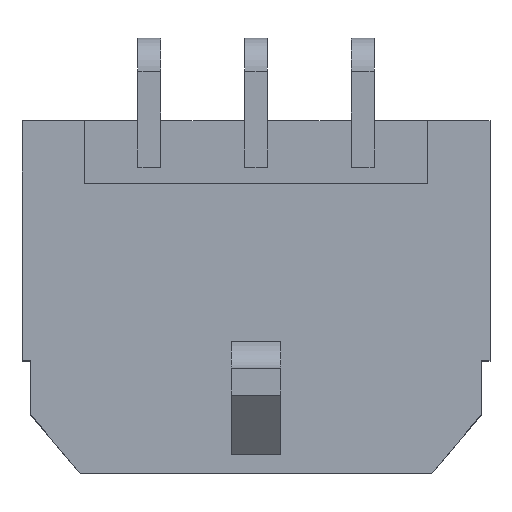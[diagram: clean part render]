
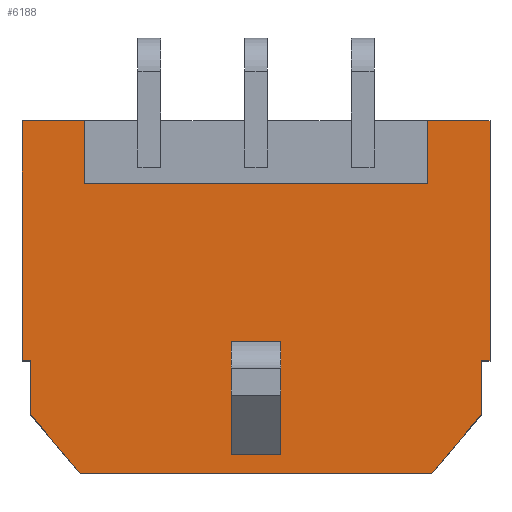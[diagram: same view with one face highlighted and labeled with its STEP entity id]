
A CAD part, top view. The second image highlights one B-rep face of the part: STEP entity #6188.
In plain terms, the highlighted planar face has unit normal (0, 0, 1).
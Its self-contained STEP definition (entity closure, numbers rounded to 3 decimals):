
#24=FACE_BOUND('',#838,.T.);
#158=PLANE('',#6571);
#496=FACE_OUTER_BOUND('',#837,.T.);
#837=EDGE_LOOP('',(#4967,#4968,#4969,#4970,#4971,#4972,#4973,#4974,#4975,
#4976,#4977,#4978,#4979,#4980));
#838=EDGE_LOOP('',(#4981,#4982,#4983,#4984));
#1203=LINE('',#8684,#2038);
#1214=LINE('',#8706,#2049);
#1241=LINE('',#8762,#2076);
#1253=LINE('',#8786,#2088);
#1348=LINE('',#8971,#2183);
#1491=LINE('',#9303,#2326);
#1502=LINE('',#9324,#2337);
#1521=LINE('',#9358,#2356);
#1524=LINE('',#9365,#2359);
#1525=LINE('',#9367,#2360);
#1526=LINE('',#9369,#2361);
#1527=LINE('',#9370,#2362);
#1528=LINE('',#9372,#2363);
#1529=LINE('',#9373,#2364);
#1530=LINE('',#9376,#2365);
#1531=LINE('',#9378,#2366);
#1532=LINE('',#9380,#2367);
#1533=LINE('',#9381,#2368);
#2038=VECTOR('',#7022,1.52);
#2049=VECTOR('',#7039,0.25);
#2076=VECTOR('',#7082,0.25);
#2088=VECTOR('',#7100,1.52);
#2183=VECTOR('',#7245,6.74);
#2326=VECTOR('',#7520,1.75);
#2337=VECTOR('',#7541,1.75);
#2356=VECTOR('',#7572,6.74);
#2359=VECTOR('',#7581,1.75);
#2360=VECTOR('',#7582,2.154);
#2361=VECTOR('',#7583,9.881);
#2362=VECTOR('',#7584,2.154);
#2363=VECTOR('',#7585,1.75);
#2364=VECTOR('',#7586,9.65);
#2365=VECTOR('',#7587,3.16);
#2366=VECTOR('',#7588,1.4);
#2367=VECTOR('',#7589,3.16);
#2368=VECTOR('',#7590,1.4);
#2885=VERTEX_POINT('',#8681);
#2886=VERTEX_POINT('',#8683);
#2894=VERTEX_POINT('',#8705);
#2914=VERTEX_POINT('',#8759);
#2915=VERTEX_POINT('',#8761);
#2924=VERTEX_POINT('',#8785);
#2989=VERTEX_POINT('',#8970);
#3099=VERTEX_POINT('',#9300);
#3100=VERTEX_POINT('',#9302);
#3105=VERTEX_POINT('',#9323);
#3115=VERTEX_POINT('',#9364);
#3116=VERTEX_POINT('',#9366);
#3117=VERTEX_POINT('',#9368);
#3118=VERTEX_POINT('',#9371);
#3119=VERTEX_POINT('',#9374);
#3120=VERTEX_POINT('',#9375);
#3121=VERTEX_POINT('',#9377);
#3122=VERTEX_POINT('',#9379);
#3466=EDGE_CURVE('',#2886,#2885,#1203,.T.);
#3477=EDGE_CURVE('',#2894,#2886,#1214,.T.);
#3504=EDGE_CURVE('',#2915,#2914,#1241,.T.);
#3516=EDGE_CURVE('',#2915,#2924,#1253,.T.);
#3611=EDGE_CURVE('',#2989,#2894,#1348,.T.);
#3776=EDGE_CURVE('',#3100,#3099,#1491,.T.);
#3787=EDGE_CURVE('',#3105,#2989,#1502,.T.);
#3806=EDGE_CURVE('',#2914,#3100,#1521,.T.);
#3809=EDGE_CURVE('',#3105,#3115,#1524,.T.);
#3810=EDGE_CURVE('',#3116,#2885,#1525,.T.);
#3811=EDGE_CURVE('',#3116,#3117,#1526,.T.);
#3812=EDGE_CURVE('',#2924,#3117,#1527,.T.);
#3813=EDGE_CURVE('',#3099,#3118,#1528,.T.);
#3814=EDGE_CURVE('',#3115,#3118,#1529,.T.);
#3815=EDGE_CURVE('',#3119,#3120,#1530,.T.);
#3816=EDGE_CURVE('',#3120,#3121,#1531,.T.);
#3817=EDGE_CURVE('',#3122,#3121,#1532,.T.);
#3818=EDGE_CURVE('',#3119,#3122,#1533,.T.);
#4967=ORIENTED_EDGE('',*,*,#3809,.F.);
#4968=ORIENTED_EDGE('',*,*,#3787,.T.);
#4969=ORIENTED_EDGE('',*,*,#3611,.T.);
#4970=ORIENTED_EDGE('',*,*,#3477,.T.);
#4971=ORIENTED_EDGE('',*,*,#3466,.T.);
#4972=ORIENTED_EDGE('',*,*,#3810,.F.);
#4973=ORIENTED_EDGE('',*,*,#3811,.T.);
#4974=ORIENTED_EDGE('',*,*,#3812,.F.);
#4975=ORIENTED_EDGE('',*,*,#3516,.F.);
#4976=ORIENTED_EDGE('',*,*,#3504,.T.);
#4977=ORIENTED_EDGE('',*,*,#3806,.T.);
#4978=ORIENTED_EDGE('',*,*,#3776,.T.);
#4979=ORIENTED_EDGE('',*,*,#3813,.T.);
#4980=ORIENTED_EDGE('',*,*,#3814,.F.);
#4981=ORIENTED_EDGE('',*,*,#3815,.T.);
#4982=ORIENTED_EDGE('',*,*,#3816,.T.);
#4983=ORIENTED_EDGE('',*,*,#3817,.F.);
#4984=ORIENTED_EDGE('',*,*,#3818,.F.);
#6188=ADVANCED_FACE('',(#496,#24),#158,.T.);
#6571=AXIS2_PLACEMENT_3D('',#9363,#7579,#7580);
#7022=DIRECTION('',(0.,-1.,0.));
#7039=DIRECTION('',(1.,0.,0.));
#7082=DIRECTION('',(1.,0.,0.));
#7100=DIRECTION('',(0.,-1.,0.));
#7245=DIRECTION('',(0.,-1.,0.));
#7520=DIRECTION('',(-1.,0.,0.));
#7541=DIRECTION('',(-1.,0.,0.));
#7572=DIRECTION('',(0.,1.,0.));
#7579=DIRECTION('center_axis',(0.,0.,1.));
#7580=DIRECTION('ref_axis',(0.,-1.,0.));
#7581=DIRECTION('',(0.,-1.,0.));
#7582=DIRECTION('',(-0.643,0.766,0.));
#7583=DIRECTION('',(1.,0.,0.));
#7584=DIRECTION('',(-0.643,-0.766,0.));
#7585=DIRECTION('',(0.,-1.,0.));
#7586=DIRECTION('',(1.,0.,0.));
#7587=DIRECTION('',(0.,1.,0.));
#7588=DIRECTION('',(1.,0.,0.));
#7589=DIRECTION('',(0.,1.,0.));
#7590=DIRECTION('',(1.,0.,0.));
#8681=CARTESIAN_POINT('',(-6.325,-3.305,7.37));
#8683=CARTESIAN_POINT('',(-6.325,-1.785,7.37));
#8684=CARTESIAN_POINT('',(-6.325,-1.785,7.37));
#8705=CARTESIAN_POINT('',(-6.575,-1.785,7.37));
#8706=CARTESIAN_POINT('',(-6.575,-1.785,7.37));
#8759=CARTESIAN_POINT('',(6.575,-1.785,7.37));
#8761=CARTESIAN_POINT('',(6.325,-1.785,7.37));
#8762=CARTESIAN_POINT('',(6.325,-1.785,7.37));
#8785=CARTESIAN_POINT('',(6.325,-3.305,7.37));
#8786=CARTESIAN_POINT('',(6.325,-1.785,7.37));
#8970=CARTESIAN_POINT('',(-6.575,4.955,7.37));
#8971=CARTESIAN_POINT('',(-6.575,4.955,7.37));
#9300=CARTESIAN_POINT('',(4.825,4.955,7.37));
#9302=CARTESIAN_POINT('',(6.575,4.955,7.37));
#9303=CARTESIAN_POINT('',(6.575,4.955,7.37));
#9323=CARTESIAN_POINT('',(-4.825,4.955,7.37));
#9324=CARTESIAN_POINT('',(-4.825,4.955,7.37));
#9358=CARTESIAN_POINT('',(6.575,-1.785,7.37));
#9363=CARTESIAN_POINT('Origin',(-6.325,4.955,7.37));
#9364=CARTESIAN_POINT('',(-4.825,3.205,7.37));
#9365=CARTESIAN_POINT('',(-4.825,4.955,7.37));
#9366=CARTESIAN_POINT('',(-4.94,-4.955,7.37));
#9367=CARTESIAN_POINT('',(-4.94,-4.955,7.37));
#9368=CARTESIAN_POINT('',(4.94,-4.955,7.37));
#9369=CARTESIAN_POINT('',(-4.94,-4.955,7.37));
#9370=CARTESIAN_POINT('',(6.325,-3.305,7.37));
#9371=CARTESIAN_POINT('',(4.825,3.205,7.37));
#9372=CARTESIAN_POINT('',(4.825,4.955,7.37));
#9373=CARTESIAN_POINT('',(-4.825,3.205,7.37));
#9374=CARTESIAN_POINT('',(-0.7,-4.415,7.37));
#9375=CARTESIAN_POINT('',(-0.7,-1.255,7.37));
#9376=CARTESIAN_POINT('',(-0.7,-4.415,7.37));
#9377=CARTESIAN_POINT('',(0.7,-1.255,7.37));
#9378=CARTESIAN_POINT('',(-0.7,-1.255,7.37));
#9379=CARTESIAN_POINT('',(0.7,-4.415,7.37));
#9380=CARTESIAN_POINT('',(0.7,-4.415,7.37));
#9381=CARTESIAN_POINT('',(-0.7,-4.415,7.37));
